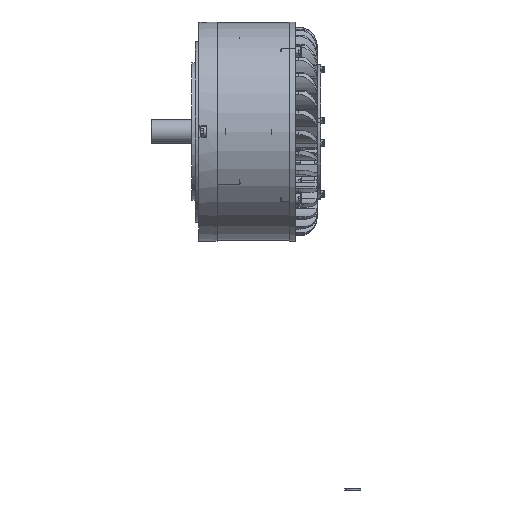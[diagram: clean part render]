
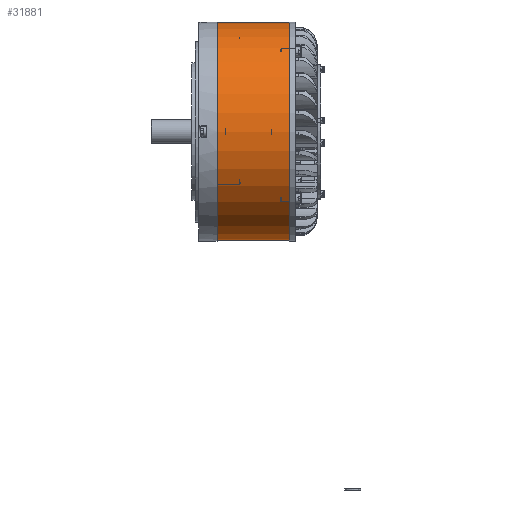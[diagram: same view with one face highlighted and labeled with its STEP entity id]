
A CAD part, front view. The second image highlights one B-rep face of the part: STEP entity #31881.
In plain terms, the highlighted cylindrical face has radius 90.5 mm (diameter 181 mm), a partial arc.
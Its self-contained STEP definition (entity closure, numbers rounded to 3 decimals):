
#1111 = DIRECTION ( 'NONE',  ( 0., 0., 1. ) ) ;
#1956 = EDGE_CURVE ( 'NONE', #9680, #23341, #45894, .T. ) ;
#2939 = CARTESIAN_POINT ( 'NONE',  ( 60., 0., -90.5 ) ) ;
#4770 = CYLINDRICAL_SURFACE ( 'NONE', #17114, 90.5 ) ;
#7214 = DIRECTION ( 'NONE',  ( -1., 0., 0. ) ) ;
#9680 = VERTEX_POINT ( 'NONE', #41962 ) ;
#11849 = DIRECTION ( 'NONE',  ( -1., 0., 0. ) ) ;
#12994 = ORIENTED_EDGE ( 'NONE', *, *, #14681, .F. ) ;
#14536 = LINE ( 'NONE', #40656, #19928 ) ;
#14681 = EDGE_CURVE ( 'NONE', #20969, #9680, #30367, .T. ) ;
#17114 = AXIS2_PLACEMENT_3D ( 'NONE', #19632, #34518, #1111 ) ;
#17880 = CARTESIAN_POINT ( 'NONE',  ( 0., 0., 0. ) ) ;
#18429 = CARTESIAN_POINT ( 'NONE',  ( 60., 0., 0. ) ) ;
#19632 = CARTESIAN_POINT ( 'NONE',  ( 0., 0., 0. ) ) ;
#19928 = VECTOR ( 'NONE', #7214, 1000. ) ;
#20969 = VERTEX_POINT ( 'NONE', #2939 ) ;
#23341 = VERTEX_POINT ( 'NONE', #28600 ) ;
#25360 = CIRCLE ( 'NONE', #31585, 90.5 ) ;
#28557 = VECTOR ( 'NONE', #11849, 1000. ) ;
#28600 = CARTESIAN_POINT ( 'NONE',  ( 0., 0., 90.5 ) ) ;
#30367 = LINE ( 'NONE', #45316, #28557 ) ;
#31585 = AXIS2_PLACEMENT_3D ( 'NONE', #18429, #33309, #48244 ) ;
#31881 = ADVANCED_FACE ( 'NONE', ( #38198 ), #4770, .T. ) ;
#32756 = DIRECTION ( 'NONE',  ( -1., 0., 0. ) ) ;
#33309 = DIRECTION ( 'NONE',  ( -1., 0., 0. ) ) ;
#34518 = DIRECTION ( 'NONE',  ( -1., 0., 0. ) ) ;
#35595 = VERTEX_POINT ( 'NONE', #44173 ) ;
#36042 = EDGE_CURVE ( 'NONE', #20969, #35595, #25360, .T. ) ;
#36281 = EDGE_CURVE ( 'NONE', #35595, #23341, #14536, .T. ) ;
#36637 = AXIS2_PLACEMENT_3D ( 'NONE', #17880, #32756, #47698 ) ;
#36707 = ORIENTED_EDGE ( 'NONE', *, *, #1956, .F. ) ;
#37698 = ORIENTED_EDGE ( 'NONE', *, *, #36042, .T. ) ;
#38198 = FACE_OUTER_BOUND ( 'NONE', #44839, .T. ) ;
#40656 = CARTESIAN_POINT ( 'NONE',  ( 0., 0., 90.5 ) ) ;
#41962 = CARTESIAN_POINT ( 'NONE',  ( 0., 0., -90.5 ) ) ;
#44173 = CARTESIAN_POINT ( 'NONE',  ( 60., 0., 90.5 ) ) ;
#44839 = EDGE_LOOP ( 'NONE', ( #12994, #37698, #44904, #36707 ) ) ;
#44904 = ORIENTED_EDGE ( 'NONE', *, *, #36281, .T. ) ;
#45316 = CARTESIAN_POINT ( 'NONE',  ( 0., 0., -90.5 ) ) ;
#45894 = CIRCLE ( 'NONE', #36637, 90.5 ) ;
#47698 = DIRECTION ( 'NONE',  ( 0., 0., 1. ) ) ;
#48244 = DIRECTION ( 'NONE',  ( 0., 0., 1. ) ) ;
